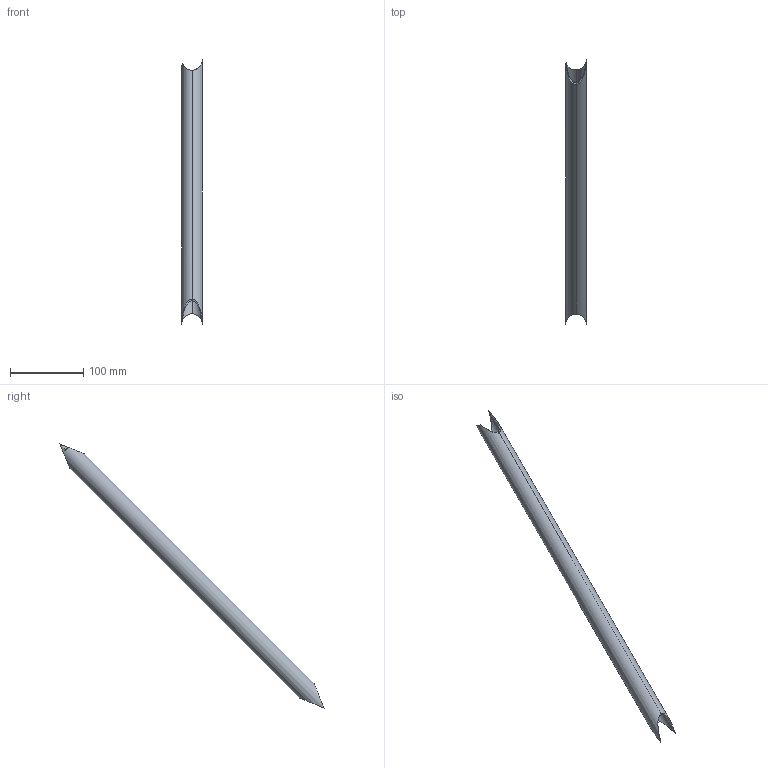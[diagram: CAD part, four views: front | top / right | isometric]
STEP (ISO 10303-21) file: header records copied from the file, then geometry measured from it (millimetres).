
FILE_DESCRIPTION(('CATIA V5 STEP Exchange'),'2;1');
FILE_NAME('Tube 97.stp','2023-02-20T15:32:52+00:00',('none'),('none'),'CATIA Version 5 Release 19 SP 2 (IN-10)','CATIA V5 STEP AP203','none');
FILE_SCHEMA(('CONFIG_CONTROL_DESIGN'));
Length unit declared in the file: millimetre
Products named in the file (1): Shape_342
Bounding box: 28 x 360 x 360 mm (x, y, z)
Volume: 57966.9 mm3; surface area: 77910.4 mm2
Topology: 1 solids, 1 shells, 13 faces, 31 edges, 18 vertices
Faces by surface type: cylinder 13
Entity records: 717 total; most frequent: CARTESIAN_POINT 419, ORIENTED_EDGE 62, DIRECTION 34, EDGE_CURVE 31, B_SPLINE_CURVE_WITH_KNOTS 23, VERTEX_POINT 18, AXIS2_PLACEMENT_3D 14, ADVANCED_FACE 13
